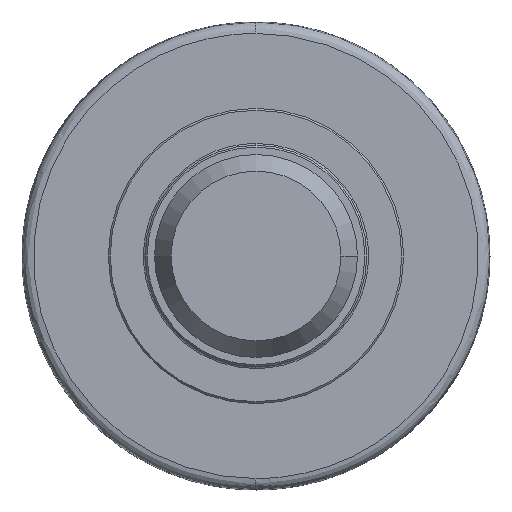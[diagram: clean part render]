
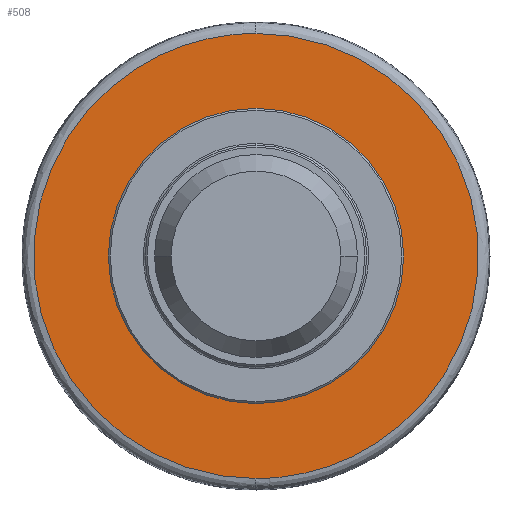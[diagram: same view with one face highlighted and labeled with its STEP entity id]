
A CAD part, left-side view. The second image highlights one B-rep face of the part: STEP entity #508.
In plain terms, the highlighted planar face has unit normal (-1, 0, 0).
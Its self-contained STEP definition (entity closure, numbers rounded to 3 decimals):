
#291 = ORIENTED_EDGE ( 'NONE', *, *, #720, .F. ) ;
#292 = ORIENTED_EDGE ( 'NONE', *, *, #1682, .F. ) ;
#293 = ORIENTED_EDGE ( 'NONE', *, *, #581, .T. ) ;
#294 = ORIENTED_EDGE ( 'NONE', *, *, #719, .T. ) ;
#325 = EDGE_LOOP ( 'NONE', ( #291, #292 ) ) ;
#396 = EDGE_LOOP ( 'NONE', ( #293, #294 ) ) ;
#476 =( BOUNDED_CURVE ( )  B_SPLINE_CURVE ( 3, ( #2569, #2574, #2575, #2576 ),
 .UNSPECIFIED., .F., .F. ) 
 B_SPLINE_CURVE_WITH_KNOTS ( ( 4, 4 ),
 ( 0.75, 1.25 ),
 .UNSPECIFIED. ) 
 CURVE ( )  GEOMETRIC_REPRESENTATION_ITEM ( )  RATIONAL_B_SPLINE_CURVE ( ( 1., 0.333, 0.333, 1. ) ) 
 REPRESENTATION_ITEM ( '' )  );
#477 =( BOUNDED_CURVE ( )  B_SPLINE_CURVE ( 3, ( #2714, #2719, #2720, #2721 ),
 .UNSPECIFIED., .F., .T. ) 
 B_SPLINE_CURVE_WITH_KNOTS ( ( 4, 4 ),
 ( 0.25, 0.75 ),
 .UNSPECIFIED. ) 
 CURVE ( )  GEOMETRIC_REPRESENTATION_ITEM ( )  RATIONAL_B_SPLINE_CURVE ( ( 1., 0.333, 0.333, 1. ) ) 
 REPRESENTATION_ITEM ( '' )  );
#508 = ADVANCED_FACE ( 'NONE', ( #855, #847 ), #1396, .T. ) ;
#581 = EDGE_CURVE ( 'NONE', #1266, #1268, #1046, .T. ) ;
#719 = EDGE_CURVE ( 'NONE', #1268, #1266, #3047, .T. ) ;
#720 = EDGE_CURVE ( 'NONE', #1259, #1263, #476, .T. ) ;
#736 = AXIS2_PLACEMENT_3D ( 'NONE', #1390, #1397, #1398 ) ;
#847 = FACE_BOUND ( 'NONE', #396, .T. ) ;
#855 = FACE_OUTER_BOUND ( 'NONE', #325, .T. ) ;
#1046 = CIRCLE ( 'NONE', #2926, 40. ) ;
#1259 = VERTEX_POINT ( 'NONE', #2616 ) ;
#1263 = VERTEX_POINT ( 'NONE', #2620 ) ;
#1266 = VERTEX_POINT ( 'NONE', #2623 ) ;
#1268 = VERTEX_POINT ( 'NONE', #2625 ) ;
#1390 = CARTESIAN_POINT ( 'NONE',  ( 30.1, 53.989, 0. ) ) ;
#1396 = PLANE ( 'NONE',  #736 ) ;
#1397 = DIRECTION ( 'NONE',  ( -1., 0., 0. ) ) ;
#1398 = DIRECTION ( 'NONE',  ( 0., -1., 0. ) ) ;
#1682 = EDGE_CURVE ( 'NONE', #1263, #1259, #477, .T. ) ;
#1965 = CARTESIAN_POINT ( 'NONE',  ( 30.1, 0., 0. ) ) ;
#1966 = DIRECTION ( 'NONE',  ( 1., 0., 0. ) ) ;
#1967 = DIRECTION ( 'NONE',  ( 0., 1., 0. ) ) ;
#2563 = CARTESIAN_POINT ( 'NONE',  ( 30.1, 0., 0. ) ) ;
#2569 = CARTESIAN_POINT ( 'NONE',  ( 30.1, 0., -60.28 ) ) ;
#2570 = DIRECTION ( 'NONE',  ( 1., 0., 0. ) ) ;
#2571 = DIRECTION ( 'NONE',  ( 0., 1., 0. ) ) ;
#2574 = CARTESIAN_POINT ( 'NONE',  ( 30.1, 120.559, -60.28 ) ) ;
#2575 = CARTESIAN_POINT ( 'NONE',  ( 30.1, 120.559, 60.28 ) ) ;
#2576 = CARTESIAN_POINT ( 'NONE',  ( 30.1, 0., 60.28 ) ) ;
#2616 = CARTESIAN_POINT ( 'NONE',  ( 30.1, 0., -60.28 ) ) ;
#2620 = CARTESIAN_POINT ( 'NONE',  ( 30.1, 0., 60.28 ) ) ;
#2623 = CARTESIAN_POINT ( 'NONE',  ( 30.1, 40., 0. ) ) ;
#2625 = CARTESIAN_POINT ( 'NONE',  ( 30.1, -40., 0. ) ) ;
#2714 = CARTESIAN_POINT ( 'NONE',  ( 30.1, 0., 60.28 ) ) ;
#2719 = CARTESIAN_POINT ( 'NONE',  ( 30.1, -120.559, 60.28 ) ) ;
#2720 = CARTESIAN_POINT ( 'NONE',  ( 30.1, -120.559, -60.28 ) ) ;
#2721 = CARTESIAN_POINT ( 'NONE',  ( 30.1, 0., -60.28 ) ) ;
#2926 = AXIS2_PLACEMENT_3D ( 'NONE', #1965, #1966, #1967 ) ;
#3010 = AXIS2_PLACEMENT_3D ( 'NONE', #2563, #2570, #2571 ) ;
#3047 = CIRCLE ( 'NONE', #3010, 40. ) ;
